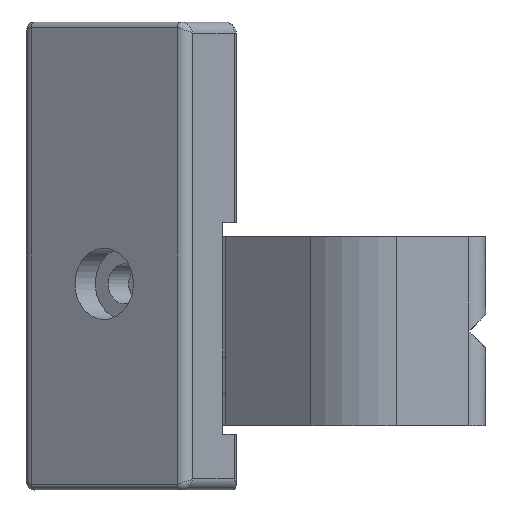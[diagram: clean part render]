
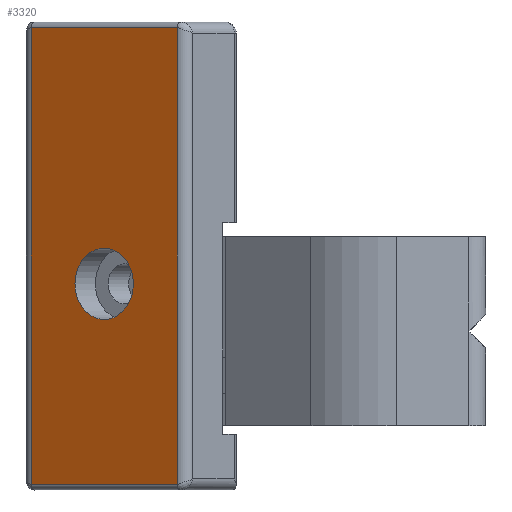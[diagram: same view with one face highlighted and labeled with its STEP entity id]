
A CAD part, left-side view. The second image highlights one B-rep face of the part: STEP entity #3320.
In plain terms, the highlighted face is planar.
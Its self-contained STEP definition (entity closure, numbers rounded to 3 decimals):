
#2797 = EDGE_CURVE('',#2798,#2800,#2802,.T.);
#2798 = VERTEX_POINT('',#2799);
#2799 = CARTESIAN_POINT('',(0.5,0.,8.5));
#2800 = VERTEX_POINT('',#2801);
#2801 = CARTESIAN_POINT('',(0.5,-16.,8.5));
#2802 = LINE('',#2803,#2804);
#2803 = CARTESIAN_POINT('',(0.5,1.,8.5));
#2804 = VECTOR('',#2805,1.);
#2805 = DIRECTION('',(0.,-1.,0.));
#3300 = VERTEX_POINT('',#3301);
#3301 = CARTESIAN_POINT('',(21.7,-8.,8.5));
#3309 = EDGE_CURVE('',#3300,#3300,#3310,.T.);
#3310 = CIRCLE('',#3311,3.2);
#3311 = AXIS2_PLACEMENT_3D('',#3312,#3313,#3314);
#3312 = CARTESIAN_POINT('',(18.5,-8.,8.5));
#3313 = DIRECTION('',(0.,0.,1.));
#3314 = DIRECTION('',(1.,0.,0.));
#3320 = ADVANCED_FACE('',(#3321,#3346),#3349,.T.);
#3321 = FACE_BOUND('',#3322,.T.);
#3322 = EDGE_LOOP('',(#3323,#3324,#3332,#3340));
#3323 = ORIENTED_EDGE('',*,*,#2797,.T.);
#3324 = ORIENTED_EDGE('',*,*,#3325,.T.);
#3325 = EDGE_CURVE('',#2800,#3326,#3328,.T.);
#3326 = VERTEX_POINT('',#3327);
#3327 = CARTESIAN_POINT('',(41.5,-16.,8.5));
#3328 = LINE('',#3329,#3330);
#3329 = CARTESIAN_POINT('',(0.5,-16.,8.5));
#3330 = VECTOR('',#3331,1.);
#3331 = DIRECTION('',(1.,0.,0.));
#3332 = ORIENTED_EDGE('',*,*,#3333,.F.);
#3333 = EDGE_CURVE('',#3334,#3326,#3336,.T.);
#3334 = VERTEX_POINT('',#3335);
#3335 = CARTESIAN_POINT('',(41.5,0.,8.5));
#3336 = LINE('',#3337,#3338);
#3337 = CARTESIAN_POINT('',(41.5,1.,8.5));
#3338 = VECTOR('',#3339,1.);
#3339 = DIRECTION('',(0.,-1.,0.));
#3340 = ORIENTED_EDGE('',*,*,#3341,.F.);
#3341 = EDGE_CURVE('',#2798,#3334,#3342,.T.);
#3342 = LINE('',#3343,#3344);
#3343 = CARTESIAN_POINT('',(0.5,0.,8.5));
#3344 = VECTOR('',#3345,1.);
#3345 = DIRECTION('',(1.,0.,0.));
#3346 = FACE_BOUND('',#3347,.T.);
#3347 = EDGE_LOOP('',(#3348));
#3348 = ORIENTED_EDGE('',*,*,#3309,.F.);
#3349 = PLANE('',#3350);
#3350 = AXIS2_PLACEMENT_3D('',#3351,#3352,#3353);
#3351 = CARTESIAN_POINT('',(0.5,1.,8.5));
#3352 = DIRECTION('',(0.,0.,1.));
#3353 = DIRECTION('',(1.,0.,0.));
